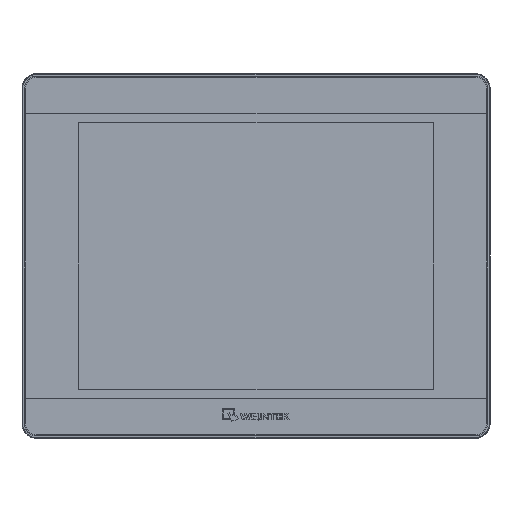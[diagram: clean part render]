
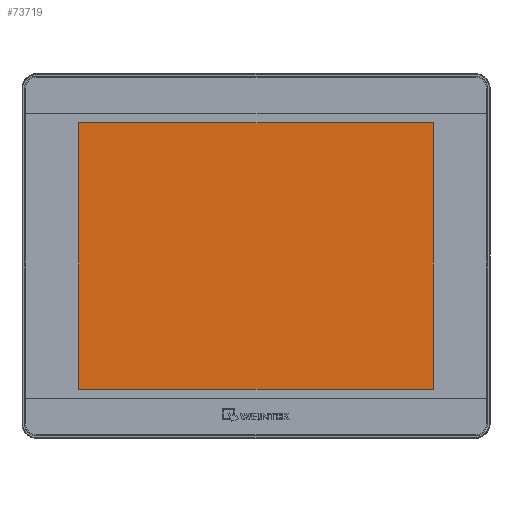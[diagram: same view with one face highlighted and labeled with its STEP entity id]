
A CAD part, top view. The second image highlights one B-rep face of the part: STEP entity #73719.
In plain terms, the highlighted planar face has unit normal (0, 0, 1).
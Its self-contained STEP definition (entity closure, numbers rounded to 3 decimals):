
#1034 = AXIS2_PLACEMENT_3D ( 'NONE', #25398, #25404, #25405 ) ;
#25398 = CARTESIAN_POINT ( 'NONE',  ( 122.1, 93.35, 7.33 ) ) ;
#25401 = FACE_OUTER_BOUND ( 'NONE', #72856, .T. ) ;
#25402 = PLANE ( 'NONE',  #1034 ) ;
#25404 = DIRECTION ( 'NONE',  ( 0., 0., 1. ) ) ;
#25405 = DIRECTION ( 'NONE',  ( 0., -1., 0. ) ) ;
#37915 = VERTEX_POINT ( 'NONE', #76681 ) ;
#37952 = VERTEX_POINT ( 'NONE', #76755 ) ;
#37953 = VERTEX_POINT ( 'NONE', #76756 ) ;
#37954 = VERTEX_POINT ( 'NONE', #76758 ) ;
#42815 = VECTOR ( 'NONE', #57085, 1000. ) ;
#42825 = VECTOR ( 'NONE', #57087, 1000. ) ;
#42857 = VECTOR ( 'NONE', #57090, 1000. ) ;
#42865 = VECTOR ( 'NONE', #57093, 1000. ) ;
#57071 = LINE ( 'NONE', #57086, #42825 ) ;
#57082 = LINE ( 'NONE', #57084, #42815 ) ;
#57084 = CARTESIAN_POINT ( 'NONE',  ( 122.1, 74.23, 7.33 ) ) ;
#57085 = DIRECTION ( 'NONE',  ( 1., 0., 0. ) ) ;
#57086 = CARTESIAN_POINT ( 'NONE',  ( 98.8, 93.35, 7.33 ) ) ;
#57087 = DIRECTION ( 'NONE',  ( 0., -1., 0. ) ) ;
#57088 = LINE ( 'NONE', #57089, #42857 ) ;
#57089 = CARTESIAN_POINT ( 'NONE',  ( 122.1, -74.23, 7.33 ) ) ;
#57090 = DIRECTION ( 'NONE',  ( -1., 0., 0. ) ) ;
#57091 = LINE ( 'NONE', #57092, #42865 ) ;
#57092 = CARTESIAN_POINT ( 'NONE',  ( -98.8, 93.35, 7.33 ) ) ;
#57093 = DIRECTION ( 'NONE',  ( 0., 1., 0. ) ) ;
#71249 = EDGE_CURVE ( 'NONE', #37952, #37915, #57082, .T. ) ;
#71250 = EDGE_CURVE ( 'NONE', #37915, #37953, #57071, .T. ) ;
#71251 = EDGE_CURVE ( 'NONE', #37953, #37954, #57088, .T. ) ;
#71252 = EDGE_CURVE ( 'NONE', #37954, #37952, #57091, .T. ) ;
#72638 = ORIENTED_EDGE ( 'NONE', *, *, #71250, .F. ) ;
#72639 = ORIENTED_EDGE ( 'NONE', *, *, #71249, .F. ) ;
#72640 = ORIENTED_EDGE ( 'NONE', *, *, #71252, .F. ) ;
#72641 = ORIENTED_EDGE ( 'NONE', *, *, #71251, .F. ) ;
#72856 = EDGE_LOOP ( 'NONE', ( #72638, #72639, #72640, #72641 ) ) ;
#73719 = ADVANCED_FACE ( 'NONE', ( #25401 ), #25402, .T. ) ;
#76681 = CARTESIAN_POINT ( 'NONE',  ( 98.8, 74.23, 7.33 ) ) ;
#76755 = CARTESIAN_POINT ( 'NONE',  ( -98.8, 74.23, 7.33 ) ) ;
#76756 = CARTESIAN_POINT ( 'NONE',  ( 98.8, -74.23, 7.33 ) ) ;
#76758 = CARTESIAN_POINT ( 'NONE',  ( -98.8, -74.23, 7.33 ) ) ;
